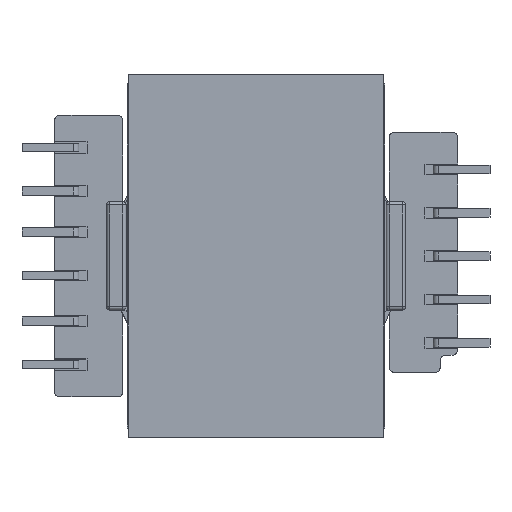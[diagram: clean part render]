
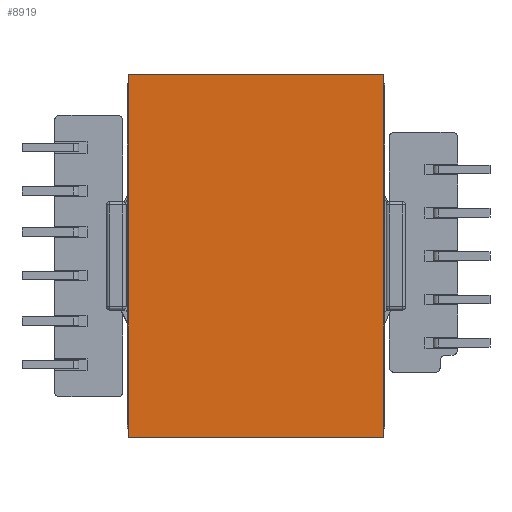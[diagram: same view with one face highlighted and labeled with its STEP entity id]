
A CAD part, top view. The second image highlights one B-rep face of the part: STEP entity #8919.
In plain terms, the highlighted free-form (B-spline) face has degree [1, 1] with [2, 2] control points.
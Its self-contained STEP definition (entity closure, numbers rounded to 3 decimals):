
#8791 = EDGE_CURVE('',#8792,#8794,#8796,.T.);
#8792 = VERTEX_POINT('',#8793);
#8793 = CARTESIAN_POINT('',(17.354,24.634,
    5.515));
#8794 = VERTEX_POINT('',#8795);
#8795 = CARTESIAN_POINT('',(17.354,-24.634,
    5.515));
#8796 = B_SPLINE_CURVE_WITH_KNOTS('',1,(#8797,#8798),.UNSPECIFIED.,.F.,
  .F.,(2,2),(-0.15,33.35),.PIECEWISE_BEZIER_KNOTS.);
#8797 = CARTESIAN_POINT('',(17.354,24.634,
    5.515));
#8798 = CARTESIAN_POINT('',(17.354,-24.634,
    5.515));
#8857 = EDGE_CURVE('',#8858,#8860,#8862,.T.);
#8858 = VERTEX_POINT('',#8859);
#8859 = CARTESIAN_POINT('',(-17.354,24.634,
    5.515));
#8860 = VERTEX_POINT('',#8861);
#8861 = CARTESIAN_POINT('',(-17.354,-24.634,
    5.515));
#8862 = B_SPLINE_CURVE_WITH_KNOTS('',1,(#8863,#8864),.UNSPECIFIED.,.F.,
  .F.,(2,2),(-0.15,33.35),.PIECEWISE_BEZIER_KNOTS.);
#8863 = CARTESIAN_POINT('',(-17.354,24.634,
    5.515));
#8864 = CARTESIAN_POINT('',(-17.354,-24.634,
    5.515));
#8919 = ADVANCED_FACE('',(#8920),#8934,.F.);
#8920 = FACE_BOUND('',#8921,.T.);
#8921 = EDGE_LOOP('',(#8922,#8923,#8928,#8929));
#8922 = ORIENTED_EDGE('',*,*,#8857,.T.);
#8923 = ORIENTED_EDGE('',*,*,#8924,.F.);
#8924 = EDGE_CURVE('',#8794,#8860,#8925,.T.);
#8925 = B_SPLINE_CURVE_WITH_KNOTS('',1,(#8926,#8927),.UNSPECIFIED.,.F.,
  .F.,(2,2),(-0.,23.6),.PIECEWISE_BEZIER_KNOTS.);
#8926 = CARTESIAN_POINT('',(17.354,-24.634,
    5.515));
#8927 = CARTESIAN_POINT('',(-17.354,-24.634,
    5.515));
#8928 = ORIENTED_EDGE('',*,*,#8791,.F.);
#8929 = ORIENTED_EDGE('',*,*,#8930,.T.);
#8930 = EDGE_CURVE('',#8792,#8858,#8931,.T.);
#8931 = B_SPLINE_CURVE_WITH_KNOTS('',1,(#8932,#8933),.UNSPECIFIED.,.F.,
  .F.,(2,2),(-0.,23.6),.PIECEWISE_BEZIER_KNOTS.);
#8932 = CARTESIAN_POINT('',(17.354,24.634,
    5.515));
#8933 = CARTESIAN_POINT('',(-17.354,24.634,
    5.515));
#8934 = B_SPLINE_SURFACE_WITH_KNOTS('',1,1,(
    (#8935,#8936)
    ,(#8937,#8938
    )),.UNSPECIFIED.,.F.,.F.,.F.,(2,2),(2,2),(-0.,23.6),(-33.35,0.15),
  .PIECEWISE_BEZIER_KNOTS.);
#8935 = CARTESIAN_POINT('',(17.354,-24.634,
    5.515));
#8936 = CARTESIAN_POINT('',(17.354,24.634,
    5.515));
#8937 = CARTESIAN_POINT('',(-17.354,-24.634,
    5.515));
#8938 = CARTESIAN_POINT('',(-17.354,24.634,
    5.515));
